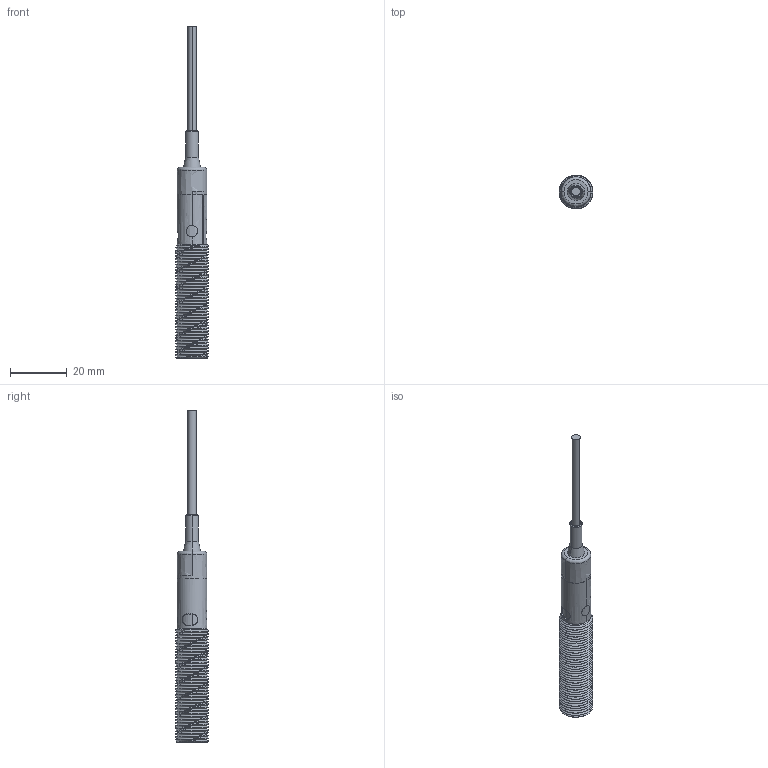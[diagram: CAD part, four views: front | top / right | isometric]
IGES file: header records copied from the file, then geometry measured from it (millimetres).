
Start section:  PTC IGES file: 137697.igs
Global section: file name: 137697.igs; native system: Pro/ENGINEER by Parametric Technology Corporation; preprocessor: 2006170; author: banengservice; organization: Unknown; date: 20080107.151227; units: inch
Bounding box: 11.88 x 11.88 x 117.5 mm (x, y, z)
Volume: 3104.7 mm3; surface area: 9052.4 mm2
Topology: 5 solids, 5 shells, 342 faces, 903 edges, 573 vertices
Faces by surface type: revolution 213, bspline 129
